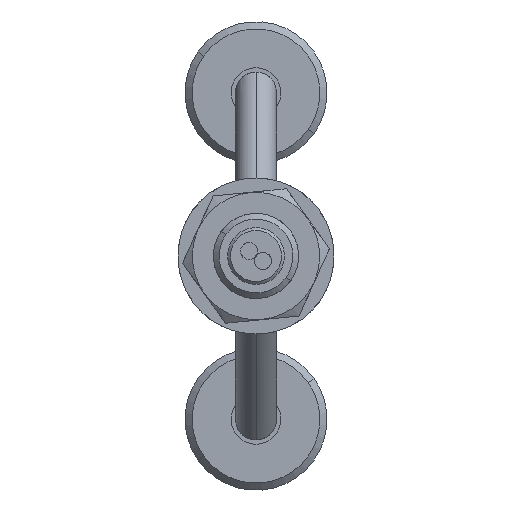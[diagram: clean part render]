
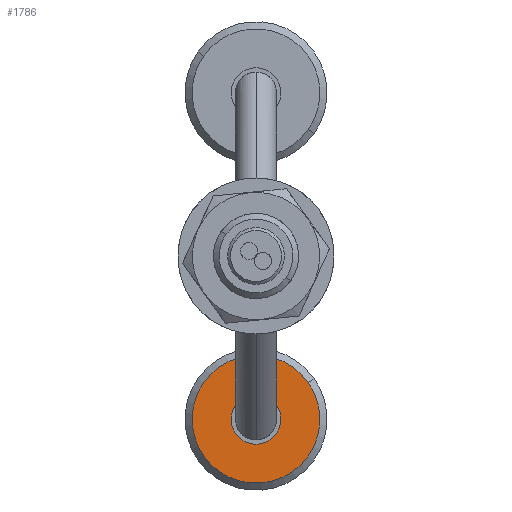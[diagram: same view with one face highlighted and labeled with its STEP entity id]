
A CAD part, left-side view. The second image highlights one B-rep face of the part: STEP entity #1786.
In plain terms, the highlighted face is planar.
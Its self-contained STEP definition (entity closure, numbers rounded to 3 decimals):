
#172 = CIRCLE ( 'NONE', #293, 4.5 ) ;
#256 = CARTESIAN_POINT ( 'NONE',  ( 5., 0., 0. ) ) ;
#259 = EDGE_LOOP ( 'NONE', ( #380, #2760 ) ) ;
#282 = CARTESIAN_POINT ( 'NONE',  ( 5., 0., 0. ) ) ;
#292 = CARTESIAN_POINT ( 'NONE',  ( 5., 0., 0. ) ) ;
#293 = AXIS2_PLACEMENT_3D ( 'NONE', #2742, #2568, #534 ) ;
#317 = CARTESIAN_POINT ( 'NONE',  ( 5., 0., -1.75 ) ) ;
#380 = ORIENTED_EDGE ( 'NONE', *, *, #1852, .T. ) ;
#509 = DIRECTION ( 'NONE',  ( 1., 0., 0. ) ) ;
#525 = DIRECTION ( 'NONE',  ( 0., 0., -1. ) ) ;
#534 = DIRECTION ( 'NONE',  ( 0., 0., -1. ) ) ;
#551 = DIRECTION ( 'NONE',  ( 1., 0., 0. ) ) ;
#582 = VERTEX_POINT ( 'NONE', #2381 ) ;
#691 = ORIENTED_EDGE ( 'NONE', *, *, #2542, .F. ) ;
#698 = AXIS2_PLACEMENT_3D ( 'NONE', #282, #2040, #2065 ) ;
#1115 = FACE_BOUND ( 'NONE', #2719, .T. ) ;
#1126 = AXIS2_PLACEMENT_3D ( 'NONE', #256, #509, #1250 ) ;
#1250 = DIRECTION ( 'NONE',  ( 0., 0., -1. ) ) ;
#1284 = VERTEX_POINT ( 'NONE', #1412 ) ;
#1412 = CARTESIAN_POINT ( 'NONE',  ( 5., 0., -4.5 ) ) ;
#1492 = AXIS2_PLACEMENT_3D ( 'NONE', #3066, #551, #525 ) ;
#1535 = DIRECTION ( 'NONE',  ( 0., 0., -1. ) ) ;
#1601 = CARTESIAN_POINT ( 'NONE',  ( 5., 0., 4.5 ) ) ;
#1623 = EDGE_CURVE ( 'NONE', #582, #1905, #3241, .T. ) ;
#1786 = ADVANCED_FACE ( 'NONE', ( #2020, #1115 ), #2069, .T. ) ;
#1800 = DIRECTION ( 'NONE',  ( 1., 0., 0. ) ) ;
#1847 = ORIENTED_EDGE ( 'NONE', *, *, #1623, .F. ) ;
#1852 = EDGE_CURVE ( 'NONE', #2074, #1284, #2967, .T. ) ;
#1905 = VERTEX_POINT ( 'NONE', #317 ) ;
#2020 = FACE_OUTER_BOUND ( 'NONE', #259, .T. ) ;
#2040 = DIRECTION ( 'NONE',  ( 1., 0., 0. ) ) ;
#2065 = DIRECTION ( 'NONE',  ( 0., 0., -1. ) ) ;
#2069 = PLANE ( 'NONE',  #1492 ) ;
#2074 = VERTEX_POINT ( 'NONE', #1601 ) ;
#2113 = AXIS2_PLACEMENT_3D ( 'NONE', #292, #1800, #1535 ) ;
#2381 = CARTESIAN_POINT ( 'NONE',  ( 5., 0., 1.75 ) ) ;
#2542 = EDGE_CURVE ( 'NONE', #1905, #582, #2686, .T. ) ;
#2568 = DIRECTION ( 'NONE',  ( 1., 0., 0. ) ) ;
#2686 = CIRCLE ( 'NONE', #1126, 1.75 ) ;
#2719 = EDGE_LOOP ( 'NONE', ( #1847, #691 ) ) ;
#2742 = CARTESIAN_POINT ( 'NONE',  ( 5., 0., 0. ) ) ;
#2760 = ORIENTED_EDGE ( 'NONE', *, *, #3232, .T. ) ;
#2967 = CIRCLE ( 'NONE', #698, 4.5 ) ;
#3066 = CARTESIAN_POINT ( 'NONE',  ( 5., 0., 0. ) ) ;
#3232 = EDGE_CURVE ( 'NONE', #1284, #2074, #172, .T. ) ;
#3241 = CIRCLE ( 'NONE', #2113, 1.75 ) ;
